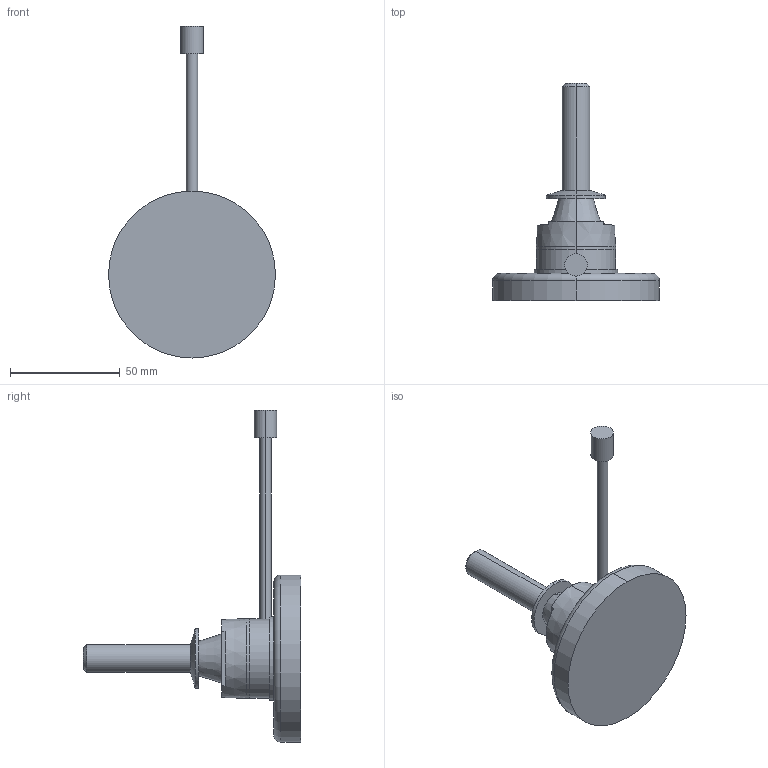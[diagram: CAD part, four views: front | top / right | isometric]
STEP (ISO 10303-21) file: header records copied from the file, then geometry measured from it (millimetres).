
FILE_DESCRIPTION (( 'STEP AP203' ), '1' );
FILE_NAME ('HG2403MGU.STEP', '2011-03-15T17:59:11', ( 'x' ), ( 'Microsoft' ), 'SwSTEP 2.0', 'SolidWorks 2010', '' );
FILE_SCHEMA (( 'CONFIG_CONTROL_DESIGN' ));
Length unit declared in the file: inch
Products named in the file (1): HG2403MGU
Bounding box: 76.2 x 99.14 x 151.51 mm (x, y, z)
Volume: 93769.6 mm3; surface area: 19919.9 mm2
Topology: 3 solids, 3 shells, 47 faces, 92 edges, 58 vertices
Faces by surface type: cylinder 20, plane 17, cone 8, torus 2
Entity records: 1329 total; most frequent: CARTESIAN_POINT 244, DIRECTION 236, ORIENTED_EDGE 184, AXIS2_PLACEMENT_3D 102, EDGE_CURVE 92, VERTEX_POINT 58, EDGE_LOOP 54, CIRCLE 54
